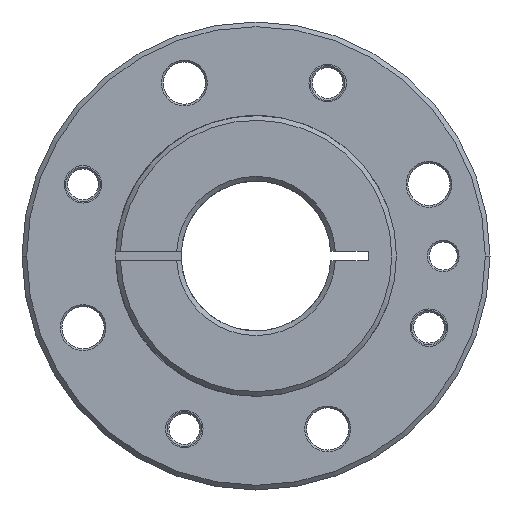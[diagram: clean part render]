
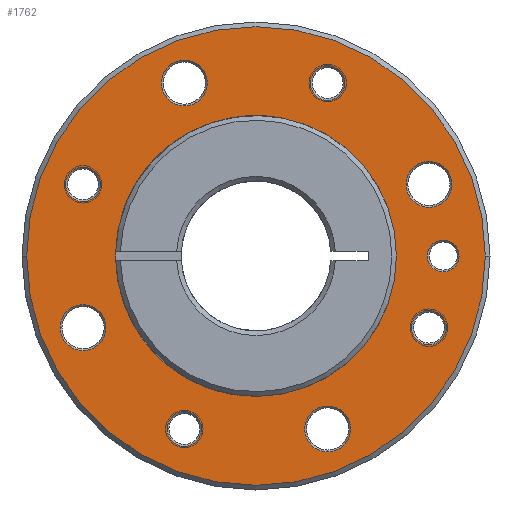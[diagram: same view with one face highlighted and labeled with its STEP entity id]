
A CAD part, front view. The second image highlights one B-rep face of the part: STEP entity #1762.
In plain terms, the highlighted planar face has unit normal (0, -1, 0).
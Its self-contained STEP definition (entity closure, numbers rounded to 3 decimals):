
#149=CARTESIAN_POINT('',(0.,-6.,0.));
#150=DIRECTION('',(0.,1.,0.));
#151=DIRECTION('',(-1.,0.,0.));
#152=AXIS2_PLACEMENT_3D('',#149,#150,#151);
#212=CARTESIAN_POINT('',(0.,-6.,0.));
#213=DIRECTION('',(0.,-1.,0.));
#214=DIRECTION('',(-1.,0.,0.));
#215=AXIS2_PLACEMENT_3D('',#212,#213,#214);
#423=CARTESIAN_POINT('',(0.,-6.,0.));
#424=DIRECTION('',(0.,-1.,0.));
#425=DIRECTION('',(-1.,0.,0.));
#426=AXIS2_PLACEMENT_3D('',#423,#424,#425);
#428=CARTESIAN_POINT('',(0.,-6.,0.));
#429=DIRECTION('',(0.,-1.,0.));
#430=DIRECTION('',(1.,0.,0.));
#431=AXIS2_PLACEMENT_3D('',#428,#429,#430);
#433=CARTESIAN_POINT('',(-7.654,-6.,18.478));
#434=DIRECTION('',(0.,1.,0.));
#435=DIRECTION('',(-1.,0.,0.));
#436=AXIS2_PLACEMENT_3D('',#433,#434,#435);
#438=CARTESIAN_POINT('',(-7.654,-6.,18.478));
#439=DIRECTION('',(0.,1.,0.));
#440=DIRECTION('',(1.,0.,0.));
#441=AXIS2_PLACEMENT_3D('',#438,#439,#440);
#443=CARTESIAN_POINT('',(-18.478,-6.,-7.654));
#444=DIRECTION('',(0.,1.,0.));
#445=DIRECTION('',(0.,0.,-1.));
#446=AXIS2_PLACEMENT_3D('',#443,#444,#445);
#448=CARTESIAN_POINT('',(-18.478,-6.,-7.654));
#449=DIRECTION('',(0.,1.,0.));
#450=DIRECTION('',(0.,0.,1.));
#451=AXIS2_PLACEMENT_3D('',#448,#449,#450);
#453=CARTESIAN_POINT('',(7.654,-6.,-18.478));
#454=DIRECTION('',(0.,1.,0.));
#455=DIRECTION('',(-1.,0.,0.));
#456=AXIS2_PLACEMENT_3D('',#453,#454,#455);
#458=CARTESIAN_POINT('',(7.654,-6.,-18.478));
#459=DIRECTION('',(0.,1.,0.));
#460=DIRECTION('',(1.,0.,0.));
#461=AXIS2_PLACEMENT_3D('',#458,#459,#460);
#463=CARTESIAN_POINT('',(18.478,-6.,7.654));
#464=DIRECTION('',(0.,1.,0.));
#465=DIRECTION('',(0.,0.,-1.));
#466=AXIS2_PLACEMENT_3D('',#463,#464,#465);
#468=CARTESIAN_POINT('',(18.478,-6.,7.654));
#469=DIRECTION('',(0.,1.,0.));
#470=DIRECTION('',(0.,0.,1.));
#471=AXIS2_PLACEMENT_3D('',#468,#469,#470);
#473=CARTESIAN_POINT('',(7.654,-6.,18.478));
#474=DIRECTION('',(0.,1.,0.));
#475=DIRECTION('',(-1.,0.,0.));
#476=AXIS2_PLACEMENT_3D('',#473,#474,#475);
#478=CARTESIAN_POINT('',(7.654,-6.,18.478));
#479=DIRECTION('',(0.,1.,0.));
#480=DIRECTION('',(1.,0.,0.));
#481=AXIS2_PLACEMENT_3D('',#478,#479,#480);
#483=CARTESIAN_POINT('',(-18.478,-6.,7.654));
#484=DIRECTION('',(0.,1.,0.));
#485=DIRECTION('',(0.,0.,-1.));
#486=AXIS2_PLACEMENT_3D('',#483,#484,#485);
#488=CARTESIAN_POINT('',(-18.478,-6.,7.654));
#489=DIRECTION('',(0.,1.,0.));
#490=DIRECTION('',(0.,0.,1.));
#491=AXIS2_PLACEMENT_3D('',#488,#489,#490);
#493=CARTESIAN_POINT('',(-7.654,-6.,-18.478));
#494=DIRECTION('',(0.,1.,0.));
#495=DIRECTION('',(-1.,0.,0.));
#496=AXIS2_PLACEMENT_3D('',#493,#494,#495);
#498=CARTESIAN_POINT('',(-7.654,-6.,-18.478));
#499=DIRECTION('',(0.,1.,0.));
#500=DIRECTION('',(1.,0.,0.));
#501=AXIS2_PLACEMENT_3D('',#498,#499,#500);
#503=CARTESIAN_POINT('',(18.478,-6.,-7.654));
#504=DIRECTION('',(0.,1.,0.));
#505=DIRECTION('',(0.,0.,-1.));
#506=AXIS2_PLACEMENT_3D('',#503,#504,#505);
#508=CARTESIAN_POINT('',(18.478,-6.,-7.654));
#509=DIRECTION('',(0.,1.,0.));
#510=DIRECTION('',(0.,0.,1.));
#511=AXIS2_PLACEMENT_3D('',#508,#509,#510);
#513=CARTESIAN_POINT('',(20.,-6.,0.));
#514=DIRECTION('',(0.,1.,0.));
#515=DIRECTION('',(-1.,0.,0.));
#516=AXIS2_PLACEMENT_3D('',#513,#514,#515);
#518=CARTESIAN_POINT('',(20.,-6.,0.));
#519=DIRECTION('',(0.,1.,0.));
#520=DIRECTION('',(1.,0.,0.));
#521=AXIS2_PLACEMENT_3D('',#518,#519,#520);
#1088=CARTESIAN_POINT('',(-15.,-6.,0.));
#1089=CARTESIAN_POINT('',(15.,-6.,0.));
#1090=VERTEX_POINT('',#1088);
#1091=VERTEX_POINT('',#1089);
#1142=CARTESIAN_POINT('',(-24.5,-6.,0.));
#1143=CARTESIAN_POINT('',(24.5,-6.,0.));
#1144=VERTEX_POINT('',#1142);
#1145=VERTEX_POINT('',#1143);
#1158=CARTESIAN_POINT('',(-10.104,-6.,18.478));
#1159=CARTESIAN_POINT('',(-5.204,-6.,18.478));
#1160=VERTEX_POINT('',#1158);
#1161=VERTEX_POINT('',#1159);
#1166=CARTESIAN_POINT('',(-18.478,-6.,-10.104));
#1167=CARTESIAN_POINT('',(-18.478,-6.,-5.204));
#1168=VERTEX_POINT('',#1166);
#1169=VERTEX_POINT('',#1167);
#1174=CARTESIAN_POINT('',(5.204,-6.,-18.478));
#1175=CARTESIAN_POINT('',(10.104,-6.,-18.478));
#1176=VERTEX_POINT('',#1174);
#1177=VERTEX_POINT('',#1175);
#1182=CARTESIAN_POINT('',(18.478,-6.,5.204));
#1183=CARTESIAN_POINT('',(18.478,-6.,10.104));
#1184=VERTEX_POINT('',#1182);
#1185=VERTEX_POINT('',#1183);
#1206=CARTESIAN_POINT('',(5.804,-6.,18.478));
#1207=CARTESIAN_POINT('',(9.504,-6.,18.478));
#1208=VERTEX_POINT('',#1206);
#1209=VERTEX_POINT('',#1207);
#1214=CARTESIAN_POINT('',(-18.478,-6.,5.804));
#1215=CARTESIAN_POINT('',(-18.478,-6.,9.504));
#1216=VERTEX_POINT('',#1214);
#1217=VERTEX_POINT('',#1215);
#1222=CARTESIAN_POINT('',(-9.504,-6.,-18.478));
#1223=CARTESIAN_POINT('',(-5.804,-6.,-18.478));
#1224=VERTEX_POINT('',#1222);
#1225=VERTEX_POINT('',#1223);
#1230=CARTESIAN_POINT('',(18.478,-6.,-9.504));
#1231=CARTESIAN_POINT('',(18.478,-6.,-5.804));
#1232=VERTEX_POINT('',#1230);
#1233=VERTEX_POINT('',#1231);
#1286=CARTESIAN_POINT('',(18.3,-6.,0.));
#1287=CARTESIAN_POINT('',(21.7,-6.,0.));
#1288=VERTEX_POINT('',#1286);
#1289=VERTEX_POINT('',#1287);
#1694=CARTESIAN_POINT('',(0.,-6.,0.));
#1695=DIRECTION('',(0.,-1.,0.));
#1696=DIRECTION('',(-1.,0.,0.));
#1697=AXIS2_PLACEMENT_3D('',#1694,#1695,#1696);
#1698=PLANE('',#1697);
#1699=ORIENTED_EDGE('',*,*,#1684,.F.);
#1701=ORIENTED_EDGE('',*,*,#1700,.F.);
#1702=EDGE_LOOP('',(#1699,#1701));
#1703=FACE_OUTER_BOUND('',#1702,.F.);
#1704=ORIENTED_EDGE('',*,*,#1417,.F.);
#1705=ORIENTED_EDGE('',*,*,#1458,.T.);
#1706=EDGE_LOOP('',(#1704,#1705));
#1707=FACE_BOUND('',#1706,.F.);
#1709=ORIENTED_EDGE('',*,*,#1708,.F.);
#1711=ORIENTED_EDGE('',*,*,#1710,.F.);
#1712=EDGE_LOOP('',(#1709,#1711));
#1713=FACE_BOUND('',#1712,.F.);
#1715=ORIENTED_EDGE('',*,*,#1714,.F.);
#1717=ORIENTED_EDGE('',*,*,#1716,.F.);
#1718=EDGE_LOOP('',(#1715,#1717));
#1719=FACE_BOUND('',#1718,.F.);
#1721=ORIENTED_EDGE('',*,*,#1720,.F.);
#1723=ORIENTED_EDGE('',*,*,#1722,.F.);
#1724=EDGE_LOOP('',(#1721,#1723));
#1725=FACE_BOUND('',#1724,.F.);
#1727=ORIENTED_EDGE('',*,*,#1726,.F.);
#1729=ORIENTED_EDGE('',*,*,#1728,.F.);
#1730=EDGE_LOOP('',(#1727,#1729));
#1731=FACE_BOUND('',#1730,.F.);
#1733=ORIENTED_EDGE('',*,*,#1732,.F.);
#1735=ORIENTED_EDGE('',*,*,#1734,.F.);
#1736=EDGE_LOOP('',(#1733,#1735));
#1737=FACE_BOUND('',#1736,.F.);
#1739=ORIENTED_EDGE('',*,*,#1738,.F.);
#1741=ORIENTED_EDGE('',*,*,#1740,.F.);
#1742=EDGE_LOOP('',(#1739,#1741));
#1743=FACE_BOUND('',#1742,.F.);
#1745=ORIENTED_EDGE('',*,*,#1744,.F.);
#1747=ORIENTED_EDGE('',*,*,#1746,.F.);
#1748=EDGE_LOOP('',(#1745,#1747));
#1749=FACE_BOUND('',#1748,.F.);
#1751=ORIENTED_EDGE('',*,*,#1750,.F.);
#1753=ORIENTED_EDGE('',*,*,#1752,.F.);
#1754=EDGE_LOOP('',(#1751,#1753));
#1755=FACE_BOUND('',#1754,.F.);
#1757=ORIENTED_EDGE('',*,*,#1756,.F.);
#1759=ORIENTED_EDGE('',*,*,#1758,.F.);
#1760=EDGE_LOOP('',(#1757,#1759));
#1761=FACE_BOUND('',#1760,.F.);
#1762=ADVANCED_FACE('',(#1703,#1707,#1713,#1719,#1725,#1731,#1737,#1743,#1749,
#1755,#1761),#1698,.T.);
#153=CIRCLE('',#152,15.);
#216=CIRCLE('',#215,15.);
#427=CIRCLE('',#426,24.5);
#432=CIRCLE('',#431,24.5);
#437=CIRCLE('',#436,2.45);
#442=CIRCLE('',#441,2.45);
#447=CIRCLE('',#446,2.45);
#452=CIRCLE('',#451,2.45);
#457=CIRCLE('',#456,2.45);
#462=CIRCLE('',#461,2.45);
#467=CIRCLE('',#466,2.45);
#472=CIRCLE('',#471,2.45);
#477=CIRCLE('',#476,1.85);
#482=CIRCLE('',#481,1.85);
#487=CIRCLE('',#486,1.85);
#492=CIRCLE('',#491,1.85);
#497=CIRCLE('',#496,1.85);
#502=CIRCLE('',#501,1.85);
#507=CIRCLE('',#506,1.85);
#512=CIRCLE('',#511,1.85);
#517=CIRCLE('',#516,1.7);
#522=CIRCLE('',#521,1.7);
#1417=EDGE_CURVE('',#1090,#1091,#153,.T.);
#1458=EDGE_CURVE('',#1090,#1091,#216,.T.);
#1684=EDGE_CURVE('',#1144,#1145,#427,.T.);
#1700=EDGE_CURVE('',#1145,#1144,#432,.T.);
#1708=EDGE_CURVE('',#1160,#1161,#437,.T.);
#1710=EDGE_CURVE('',#1161,#1160,#442,.T.);
#1714=EDGE_CURVE('',#1168,#1169,#447,.T.);
#1716=EDGE_CURVE('',#1169,#1168,#452,.T.);
#1720=EDGE_CURVE('',#1176,#1177,#457,.T.);
#1722=EDGE_CURVE('',#1177,#1176,#462,.T.);
#1726=EDGE_CURVE('',#1184,#1185,#467,.T.);
#1728=EDGE_CURVE('',#1185,#1184,#472,.T.);
#1732=EDGE_CURVE('',#1208,#1209,#477,.T.);
#1734=EDGE_CURVE('',#1209,#1208,#482,.T.);
#1738=EDGE_CURVE('',#1216,#1217,#487,.T.);
#1740=EDGE_CURVE('',#1217,#1216,#492,.T.);
#1744=EDGE_CURVE('',#1224,#1225,#497,.T.);
#1746=EDGE_CURVE('',#1225,#1224,#502,.T.);
#1750=EDGE_CURVE('',#1232,#1233,#507,.T.);
#1752=EDGE_CURVE('',#1233,#1232,#512,.T.);
#1756=EDGE_CURVE('',#1288,#1289,#517,.T.);
#1758=EDGE_CURVE('',#1289,#1288,#522,.T.);
